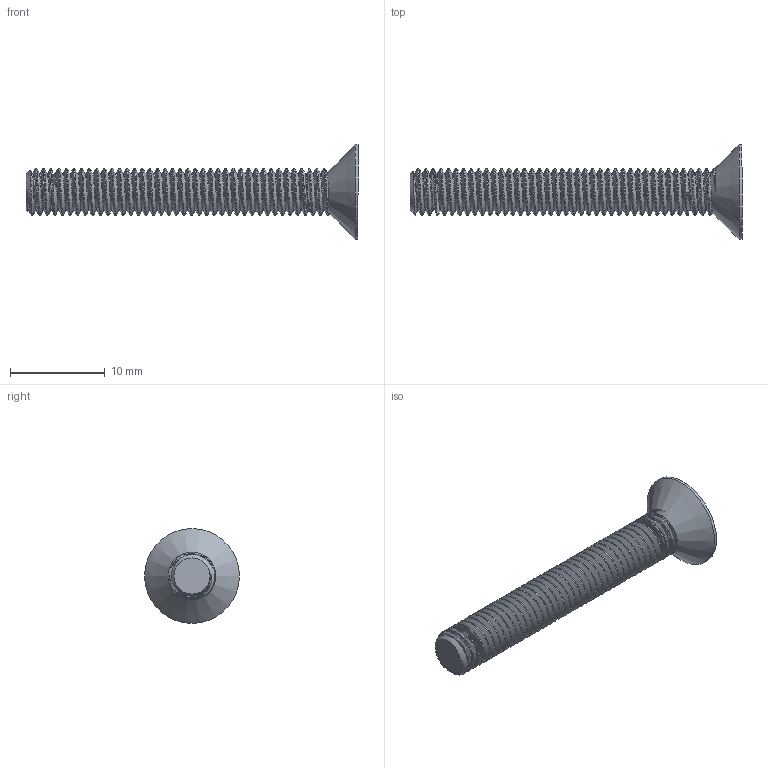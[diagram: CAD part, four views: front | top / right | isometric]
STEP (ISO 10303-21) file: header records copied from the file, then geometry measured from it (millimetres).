
FILE_DESCRIPTION(/* description */ (''),/* implementation_level */ '2;1');
FILE_NAME(/* name */ 'M5x35FHCS-0 v1.step',/* time_stamp */ '2020-09-14T14:39:40-04:00',/* author */ (''),/* organization */ (''),/* preprocessor_version */ 'ST-DEVELOPER v18.1',/* originating_system */ 'Autodesk Translation Framework v9.3.0.1241',/* authorisation */ '');
FILE_SCHEMA (('AUTOMOTIVE_DESIGN { 1 0 10303 214 3 1 1 }'));
Length unit declared in the file: millimetre
Products named in the file (2): M5x35FHCS-0; 92125A222
Assembly tree (1 placements, depth 2):
  M5x35FHCS-0
    92125A222
Bounding box: 35 x 10 x 10 mm (x, y, z)
Volume: 633.3 mm3; surface area: 992.9 mm2
Topology: 1 solids, 1 shells, 102 faces, 285 edges, 186 vertices
Faces by surface type: cylinder 82, cone 9, plane 9, bspline 2
Full cylindrical faces by diameter (mm): 3.961 x39, 5 x38, 10 x1
Entity records: 11456 total; most frequent: CARTESIAN_POINT 9131, ORIENTED_EDGE 570, DIRECTION 329, EDGE_CURVE 285, VERTEX_POINT 186, B_SPLINE_CURVE_WITH_KNOTS 170, AXIS2_PLACEMENT_3D 117, EDGE_LOOP 103
